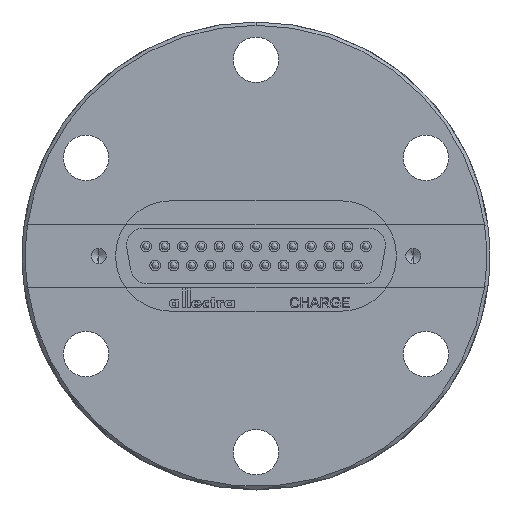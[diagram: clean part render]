
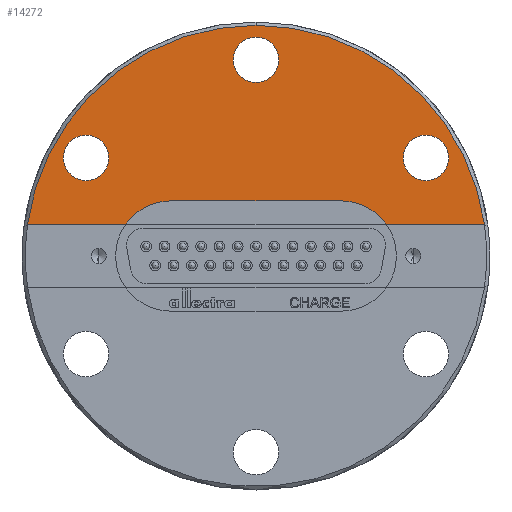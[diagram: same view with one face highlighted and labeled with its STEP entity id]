
A CAD part, front view. The second image highlights one B-rep face of the part: STEP entity #14272.
In plain terms, the highlighted planar face has unit normal (0, -1, 0).
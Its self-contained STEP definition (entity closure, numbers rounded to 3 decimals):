
#90 = AXIS2_PLACEMENT_3D ( 'NONE', #3963, #9351, #15771 ) ;
#252 = AXIS2_PLACEMENT_3D ( 'NONE', #16224, #9622, #8485 ) ;
#504 = CARTESIAN_POINT ( 'NONE',  ( -22.018, -12.7, 14.675 ) ) ;
#506 = CARTESIAN_POINT ( 'NONE',  ( -28.818, -12.7, 14.675 ) ) ;
#509 = CARTESIAN_POINT ( 'NONE',  ( -34.091, -12.7, 4.75 ) ) ;
#536 = EDGE_CURVE ( 'NONE', #8930, #6285, #4960, .T. ) ;
#1454 = AXIS2_PLACEMENT_3D ( 'NONE', #8528, #2976, #1828 ) ;
#1526 = CARTESIAN_POINT ( 'NONE',  ( -19.495, -12.7, 4.75 ) ) ;
#1571 = VERTEX_POINT ( 'NONE', #11690 ) ;
#1711 = DIRECTION ( 'NONE',  ( 0., 1., 0. ) ) ;
#1750 = FACE_BOUND ( 'NONE', #12375, .T. ) ;
#1828 = DIRECTION ( 'NONE',  ( 0., 0., -1. ) ) ;
#1920 = LINE ( 'NONE', #11153, #8751 ) ;
#2321 = CARTESIAN_POINT ( 'NONE',  ( 34.171, -12.7, 4.75 ) ) ;
#2467 = CARTESIAN_POINT ( 'NONE',  ( 0., -12.7, 0. ) ) ;
#2560 = DIRECTION ( 'NONE',  ( 0., -1., 0. ) ) ;
#2767 = EDGE_LOOP ( 'NONE', ( #8769, #7136 ) ) ;
#2888 = CIRCLE ( 'NONE', #5655, 34.5 ) ;
#2976 = DIRECTION ( 'NONE',  ( 0., 1., 0. ) ) ;
#3239 = FACE_OUTER_BOUND ( 'NONE', #11596, .T. ) ;
#3259 = DIRECTION ( 'NONE',  ( 0., -1., 0. ) ) ;
#3422 = PLANE ( 'NONE',  #6217 ) ;
#3423 = EDGE_CURVE ( 'NONE', #15517, #10835, #9132, .T. ) ;
#3483 = CARTESIAN_POINT ( 'NONE',  ( 25.418, -12.7, 14.675 ) ) ;
#3695 = AXIS2_PLACEMENT_3D ( 'NONE', #11983, #10737, #10655 ) ;
#3963 = CARTESIAN_POINT ( 'NONE',  ( 0., -12.7, 29.35 ) ) ;
#4131 = AXIS2_PLACEMENT_3D ( 'NONE', #6320, #12945, #11633 ) ;
#4224 = DIRECTION ( 'NONE',  ( -1., 0., 0. ) ) ;
#4260 = EDGE_CURVE ( 'NONE', #7951, #8848, #6828, .T. ) ;
#4321 = EDGE_CURVE ( 'NONE', #9296, #8848, #6633, .T. ) ;
#4374 = CARTESIAN_POINT ( 'NONE',  ( 0., -12.7, 0. ) ) ;
#4639 = FACE_BOUND ( 'NONE', #2767, .T. ) ;
#4686 = ORIENTED_EDGE ( 'NONE', *, *, #5306, .T. ) ;
#4742 = VERTEX_POINT ( 'NONE', #7057 ) ;
#4782 = DIRECTION ( 'NONE',  ( 0., 1., 0. ) ) ;
#4960 = CIRCLE ( 'NONE', #4131, 3.4 ) ;
#5214 = ORIENTED_EDGE ( 'NONE', *, *, #11785, .T. ) ;
#5250 = VERTEX_POINT ( 'NONE', #1526 ) ;
#5306 = EDGE_CURVE ( 'NONE', #5250, #1571, #9153, .T. ) ;
#5519 = DIRECTION ( 'NONE',  ( 0., 1., 0. ) ) ;
#5586 = VECTOR ( 'NONE', #11300, 1000. ) ;
#5630 = CIRCLE ( 'NONE', #13439, 34.5 ) ;
#5655 = AXIS2_PLACEMENT_3D ( 'NONE', #15159, #3259, #11436 ) ;
#5816 = LINE ( 'NONE', #509, #5586 ) ;
#5947 = CARTESIAN_POINT ( 'NONE',  ( -34.181, -12.7, 4.682 ) ) ;
#5988 = CARTESIAN_POINT ( 'NONE',  ( 19.495, -12.7, 4.75 ) ) ;
#6068 = AXIS2_PLACEMENT_3D ( 'NONE', #6983, #5519, #9444 ) ;
#6217 = AXIS2_PLACEMENT_3D ( 'NONE', #4374, #9678, #8533 ) ;
#6250 = EDGE_CURVE ( 'NONE', #10835, #15517, #16425, .T. ) ;
#6285 = VERTEX_POINT ( 'NONE', #506 ) ;
#6320 = CARTESIAN_POINT ( 'NONE',  ( -25.418, -12.7, 14.675 ) ) ;
#6469 = CARTESIAN_POINT ( 'NONE',  ( 12.75, -12.7, 8.25 ) ) ;
#6633 = CIRCLE ( 'NONE', #6068, 8.25 ) ;
#6828 = LINE ( 'NONE', #10733, #8277 ) ;
#6840 = EDGE_CURVE ( 'NONE', #4742, #15758, #12289, .T. ) ;
#6841 = ORIENTED_EDGE ( 'NONE', *, *, #9737, .T. ) ;
#6983 = CARTESIAN_POINT ( 'NONE',  ( 12.75, -12.7, 0. ) ) ;
#7057 = CARTESIAN_POINT ( 'NONE',  ( -3.4, -12.7, 29.35 ) ) ;
#7136 = ORIENTED_EDGE ( 'NONE', *, *, #6250, .T. ) ;
#7228 = ORIENTED_EDGE ( 'NONE', *, *, #8463, .T. ) ;
#7951 = VERTEX_POINT ( 'NONE', #2321 ) ;
#8277 = VECTOR ( 'NONE', #4224, 1000. ) ;
#8337 = ORIENTED_EDGE ( 'NONE', *, *, #13354, .F. ) ;
#8405 = VECTOR ( 'NONE', #12177, 1000. ) ;
#8463 = EDGE_CURVE ( 'NONE', #6285, #8930, #10880, .T. ) ;
#8485 = DIRECTION ( 'NONE',  ( 0., 0., -1. ) ) ;
#8528 = CARTESIAN_POINT ( 'NONE',  ( -25.418, -12.7, 14.675 ) ) ;
#8533 = DIRECTION ( 'NONE',  ( 0., 0., 1. ) ) ;
#8751 = VECTOR ( 'NONE', #10022, 1000. ) ;
#8769 = ORIENTED_EDGE ( 'NONE', *, *, #3423, .T. ) ;
#8848 = VERTEX_POINT ( 'NONE', #5988 ) ;
#8930 = VERTEX_POINT ( 'NONE', #504 ) ;
#9132 = CIRCLE ( 'NONE', #9146, 3.4 ) ;
#9146 = AXIS2_PLACEMENT_3D ( 'NONE', #15288, #4782, #9992 ) ;
#9153 = CIRCLE ( 'NONE', #252, 8.25 ) ;
#9188 = ORIENTED_EDGE ( 'NONE', *, *, #15392, .T. ) ;
#9296 = VERTEX_POINT ( 'NONE', #6469 ) ;
#9351 = DIRECTION ( 'NONE',  ( 0., 1., 0. ) ) ;
#9444 = DIRECTION ( 'NONE',  ( 0., 0., -1. ) ) ;
#9622 = DIRECTION ( 'NONE',  ( 0., 1., 0. ) ) ;
#9678 = DIRECTION ( 'NONE',  ( 0., -1., 0. ) ) ;
#9737 = EDGE_CURVE ( 'NONE', #10861, #16518, #5816, .T. ) ;
#9992 = DIRECTION ( 'NONE',  ( 0., 0., -1. ) ) ;
#10022 = DIRECTION ( 'NONE',  ( 1., 0., 0. ) ) ;
#10064 = ORIENTED_EDGE ( 'NONE', *, *, #12725, .T. ) ;
#10222 = ORIENTED_EDGE ( 'NONE', *, *, #4260, .F. ) ;
#10283 = CARTESIAN_POINT ( 'NONE',  ( 25.418, -12.7, 11.275 ) ) ;
#10472 = EDGE_LOOP ( 'NONE', ( #7228, #12385 ) ) ;
#10518 = ORIENTED_EDGE ( 'NONE', *, *, #11832, .T. ) ;
#10655 = DIRECTION ( 'NONE',  ( 0., 0., -1. ) ) ;
#10733 = CARTESIAN_POINT ( 'NONE',  ( 34.676, -12.7, 4.75 ) ) ;
#10737 = DIRECTION ( 'NONE',  ( 0., 1., 0. ) ) ;
#10835 = VERTEX_POINT ( 'NONE', #10283 ) ;
#10861 = VERTEX_POINT ( 'NONE', #5947 ) ;
#10880 = CIRCLE ( 'NONE', #1454, 3.4 ) ;
#10954 = CARTESIAN_POINT ( 'NONE',  ( 25.418, -12.7, 18.075 ) ) ;
#11150 = FACE_BOUND ( 'NONE', #10472, .T. ) ;
#11153 = CARTESIAN_POINT ( 'NONE',  ( -12.75, -12.7, 8.25 ) ) ;
#11199 = CARTESIAN_POINT ( 'NONE',  ( 3.4, -12.7, 29.35 ) ) ;
#11300 = DIRECTION ( 'NONE',  ( 0.797, 0., 0.605 ) ) ;
#11436 = DIRECTION ( 'NONE',  ( 0., 0., -1. ) ) ;
#11440 = AXIS2_PLACEMENT_3D ( 'NONE', #3483, #1711, #12432 ) ;
#11596 = EDGE_LOOP ( 'NONE', ( #10222, #5214, #10064, #6841, #8337, #4686, #9188, #14129 ) ) ;
#11633 = DIRECTION ( 'NONE',  ( 0., 0., -1. ) ) ;
#11690 = CARTESIAN_POINT ( 'NONE',  ( -12.75, -12.7, 8.25 ) ) ;
#11764 = ORIENTED_EDGE ( 'NONE', *, *, #6840, .T. ) ;
#11785 = EDGE_CURVE ( 'NONE', #7951, #12426, #5630, .T. ) ;
#11832 = EDGE_CURVE ( 'NONE', #15758, #4742, #13698, .T. ) ;
#11881 = DIRECTION ( 'NONE',  ( 0., 0., -1. ) ) ;
#11983 = CARTESIAN_POINT ( 'NONE',  ( 0., -12.7, 29.35 ) ) ;
#12177 = DIRECTION ( 'NONE',  ( -1., 0., 0. ) ) ;
#12289 = CIRCLE ( 'NONE', #3695, 3.4 ) ;
#12375 = EDGE_LOOP ( 'NONE', ( #11764, #10518 ) ) ;
#12385 = ORIENTED_EDGE ( 'NONE', *, *, #536, .T. ) ;
#12426 = VERTEX_POINT ( 'NONE', #13214 ) ;
#12432 = DIRECTION ( 'NONE',  ( 0., 0., -1. ) ) ;
#12725 = EDGE_CURVE ( 'NONE', #12426, #10861, #2888, .T. ) ;
#12945 = DIRECTION ( 'NONE',  ( 0., 1., 0. ) ) ;
#13214 = CARTESIAN_POINT ( 'NONE',  ( 0., -12.7, 34.5 ) ) ;
#13354 = EDGE_CURVE ( 'NONE', #5250, #16518, #13735, .T. ) ;
#13439 = AXIS2_PLACEMENT_3D ( 'NONE', #2467, #2560, #11881 ) ;
#13698 = CIRCLE ( 'NONE', #90, 3.4 ) ;
#13735 = LINE ( 'NONE', #16069, #8405 ) ;
#14129 = ORIENTED_EDGE ( 'NONE', *, *, #4321, .T. ) ;
#14272 = ADVANCED_FACE ( 'NONE', ( #3239, #1750, #11150, #4639 ), #3422, .T. ) ;
#15159 = CARTESIAN_POINT ( 'NONE',  ( 0., -12.7, 0. ) ) ;
#15288 = CARTESIAN_POINT ( 'NONE',  ( 25.418, -12.7, 14.675 ) ) ;
#15392 = EDGE_CURVE ( 'NONE', #1571, #9296, #1920, .T. ) ;
#15517 = VERTEX_POINT ( 'NONE', #10954 ) ;
#15565 = CARTESIAN_POINT ( 'NONE',  ( -34.091, -12.7, 4.75 ) ) ;
#15758 = VERTEX_POINT ( 'NONE', #11199 ) ;
#15771 = DIRECTION ( 'NONE',  ( 0., 0., -1. ) ) ;
#16069 = CARTESIAN_POINT ( 'NONE',  ( 34.676, -12.7, 4.75 ) ) ;
#16224 = CARTESIAN_POINT ( 'NONE',  ( -12.75, -12.7, 0. ) ) ;
#16425 = CIRCLE ( 'NONE', #11440, 3.4 ) ;
#16518 = VERTEX_POINT ( 'NONE', #15565 ) ;
